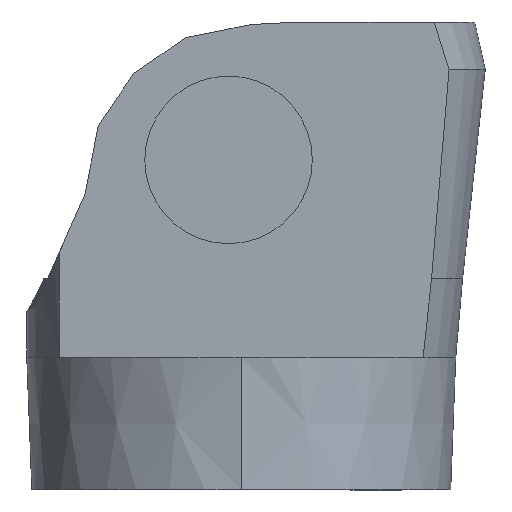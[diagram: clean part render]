
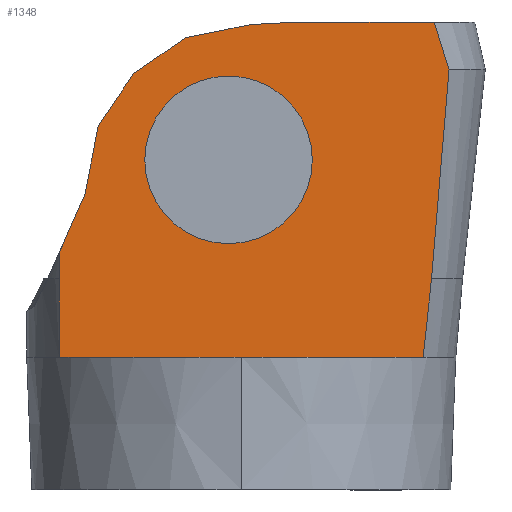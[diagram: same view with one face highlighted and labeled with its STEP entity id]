
A CAD part, left-side view. The second image highlights one B-rep face of the part: STEP entity #1348.
In plain terms, the highlighted planar face has unit normal (-1, 0, 0).
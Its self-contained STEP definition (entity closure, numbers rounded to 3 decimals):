
#40 = LINE ( 'NONE', #2317, #1553 ) ;
#75 = VECTOR ( 'NONE', #890, 1000. ) ;
#94 = ORIENTED_EDGE ( 'NONE', *, *, #103, .T. ) ;
#103 = EDGE_CURVE ( 'NONE', #1331, #2510, #2397, .T. ) ;
#106 = PLANE ( 'NONE',  #2438 ) ;
#116 = CARTESIAN_POINT ( 'NONE',  ( -16.037, 34.251, 7.557 ) ) ;
#137 = EDGE_CURVE ( 'NONE', #1588, #1538, #1580, .T. ) ;
#153 = VERTEX_POINT ( 'NONE', #1543 ) ;
#154 = EDGE_CURVE ( 'NONE', #1958, #830, #201, .T. ) ;
#164 = ORIENTED_EDGE ( 'NONE', *, *, #1329, .T. ) ;
#174 = ORIENTED_EDGE ( 'NONE', *, *, #963, .F. ) ;
#201 = LINE ( 'NONE', #1494, #2189 ) ;
#206 = LINE ( 'NONE', #894, #1240 ) ;
#260 = VECTOR ( 'NONE', #2509, 1000. ) ;
#385 = DIRECTION ( 'NONE',  ( 0., 0., -1. ) ) ;
#403 = LINE ( 'NONE', #2299, #260 ) ;
#406 = LINE ( 'NONE', #916, #1017 ) ;
#414 = ORIENTED_EDGE ( 'NONE', *, *, #1681, .T. ) ;
#550 = DIRECTION ( 'NONE',  ( 0., 0.297, 0.955 ) ) ;
#555 = EDGE_CURVE ( 'NONE', #771, #1066, #206, .T. ) ;
#578 = DIRECTION ( 'NONE',  ( 0., 1., 0. ) ) ;
#605 = CARTESIAN_POINT ( 'NONE',  ( -16.037, 28.194, 14.821 ) ) ;
#642 = FACE_OUTER_BOUND ( 'NONE', #2601, .T. ) ;
#654 = CARTESIAN_POINT ( 'NONE',  ( -16.037, 21.077, 6.157 ) ) ;
#656 = EDGE_CURVE ( 'NONE', #1818, #1693, #406, .T. ) ;
#688 = CARTESIAN_POINT ( 'NONE',  ( -16.037, 31.596, 14.906 ) ) ;
#758 = DIRECTION ( 'NONE',  ( 0., 1., 0. ) ) ;
#771 = VERTEX_POINT ( 'NONE', #892 ) ;
#830 = VERTEX_POINT ( 'NONE', #1536 ) ;
#890 = DIRECTION ( 'NONE',  ( 0., 0.403, -0.915 ) ) ;
#892 = CARTESIAN_POINT ( 'NONE',  ( -16.037, 25.645, 16.757 ) ) ;
#894 = CARTESIAN_POINT ( 'NONE',  ( -16.037, 27.382, 16.668 ) ) ;
#916 = CARTESIAN_POINT ( 'NONE',  ( -16.037, 34.251, 4.757 ) ) ;
#928 = AXIS2_PLACEMENT_3D ( 'NONE', #2143, #2125, #1136 ) ;
#941 = VERTEX_POINT ( 'NONE', #2357 ) ;
#963 = EDGE_CURVE ( 'NONE', #1538, #1588, #1305, .T. ) ;
#995 = CARTESIAN_POINT ( 'NONE',  ( -16.037, 20.829, 16.757 ) ) ;
#1017 = VECTOR ( 'NONE', #1142, 1000. ) ;
#1023 = CARTESIAN_POINT ( 'NONE',  ( -16.037, 29.739, 16.192 ) ) ;
#1064 = DIRECTION ( 'NONE',  ( 0., 0.561, -0.828 ) ) ;
#1066 = VERTEX_POINT ( 'NONE', #1793 ) ;
#1073 = CARTESIAN_POINT ( 'NONE',  ( -16.037, 33.338, 10.588 ) ) ;
#1076 = LINE ( 'NONE', #116, #1236 ) ;
#1134 = CARTESIAN_POINT ( 'NONE',  ( -16.037, 0., 0. ) ) ;
#1136 = DIRECTION ( 'NONE',  ( 0., 0., -1. ) ) ;
#1142 = DIRECTION ( 'NONE',  ( 0., 0., 1. ) ) ;
#1187 = LINE ( 'NONE', #2259, #1399 ) ;
#1194 = ORIENTED_EDGE ( 'NONE', *, *, #1709, .T. ) ;
#1204 = DIRECTION ( 'NONE',  ( -1., 0., 0. ) ) ;
#1205 = ORIENTED_EDGE ( 'NONE', *, *, #2233, .F. ) ;
#1219 = VERTEX_POINT ( 'NONE', #1023 ) ;
#1236 = VECTOR ( 'NONE', #1901, 1000. ) ;
#1237 = VECTOR ( 'NONE', #2420, 1000. ) ;
#1240 = VECTOR ( 'NONE', #1480, 1000. ) ;
#1250 = EDGE_CURVE ( 'NONE', #941, #1958, #2252, .T. ) ;
#1296 = VECTOR ( 'NONE', #578, 1000. ) ;
#1299 = VECTOR ( 'NONE', #758, 1000. ) ;
#1305 = CIRCLE ( 'NONE', #1449, 3. ) ;
#1329 = EDGE_CURVE ( 'NONE', #1219, #1836, #1187, .T. ) ;
#1331 = VERTEX_POINT ( 'NONE', #1073 ) ;
#1348 = ADVANCED_FACE ( 'NONE', ( #1641, #642 ), #106, .F. ) ;
#1370 = LINE ( 'NONE', #995, #1299 ) ;
#1399 = VECTOR ( 'NONE', #2237, 1000. ) ;
#1423 = EDGE_LOOP ( 'NONE', ( #174, #2258 ) ) ;
#1449 = AXIS2_PLACEMENT_3D ( 'NONE', #1581, #1204, #385 ) ;
#1480 = DIRECTION ( 'NONE',  ( 0., 0.999, -0.051 ) ) ;
#1494 = CARTESIAN_POINT ( 'NONE',  ( -16.037, 20.613, 11.307 ) ) ;
#1516 = CARTESIAN_POINT ( 'NONE',  ( -16.037, 34.251, 8.515 ) ) ;
#1536 = CARTESIAN_POINT ( 'NONE',  ( -16.037, 20.3, 15.057 ) ) ;
#1538 = VERTEX_POINT ( 'NONE', #1563 ) ;
#1543 = CARTESIAN_POINT ( 'NONE',  ( -16.037, 20.829, 16.757 ) ) ;
#1553 = VECTOR ( 'NONE', #550, 1000. ) ;
#1563 = CARTESIAN_POINT ( 'NONE',  ( -16.037, 28.194, 8.821 ) ) ;
#1580 = CIRCLE ( 'NONE', #928, 3. ) ;
#1581 = CARTESIAN_POINT ( 'NONE',  ( -16.037, 28.194, 11.821 ) ) ;
#1588 = VERTEX_POINT ( 'NONE', #605 ) ;
#1641 = FACE_BOUND ( 'NONE', #1423, .T. ) ;
#1657 = CARTESIAN_POINT ( 'NONE',  ( -16.037, 32.856, 13.046 ) ) ;
#1681 = EDGE_CURVE ( 'NONE', #1836, #2358, #1975, .T. ) ;
#1693 = VERTEX_POINT ( 'NONE', #2414 ) ;
#1709 = EDGE_CURVE ( 'NONE', #1066, #1219, #1771, .T. ) ;
#1733 = ORIENTED_EDGE ( 'NONE', *, *, #154, .T. ) ;
#1744 = CARTESIAN_POINT ( 'NONE',  ( -16.037, 20.926, 7.557 ) ) ;
#1745 = ORIENTED_EDGE ( 'NONE', *, *, #1250, .T. ) ;
#1746 = DIRECTION ( 'NONE',  ( 0., -0.083, 0.997 ) ) ;
#1771 = LINE ( 'NONE', #2226, #1237 ) ;
#1793 = CARTESIAN_POINT ( 'NONE',  ( -16.037, 27.382, 16.668 ) ) ;
#1818 = VERTEX_POINT ( 'NONE', #2073 ) ;
#1836 = VERTEX_POINT ( 'NONE', #688 ) ;
#1845 = DIRECTION ( 'NONE',  ( 0., -0.107, 0.994 ) ) ;
#1852 = VECTOR ( 'NONE', #1845, 1000. ) ;
#1895 = EDGE_CURVE ( 'NONE', #2358, #1331, #403, .T. ) ;
#1901 = DIRECTION ( 'NONE',  ( 0., 0., 1. ) ) ;
#1906 = EDGE_CURVE ( 'NONE', #1693, #2510, #1076, .T. ) ;
#1908 = LINE ( 'NONE', #1973, #1296 ) ;
#1920 = DIRECTION ( 'NONE',  ( 1., 0., 0. ) ) ;
#1931 = ORIENTED_EDGE ( 'NONE', *, *, #555, .T. ) ;
#1932 = EDGE_CURVE ( 'NONE', #830, #153, #40, .T. ) ;
#1952 = CARTESIAN_POINT ( 'NONE',  ( -16.037, 32.856, 13.046 ) ) ;
#1958 = VERTEX_POINT ( 'NONE', #1744 ) ;
#1973 = CARTESIAN_POINT ( 'NONE',  ( -16.037, 21.228, 4.757 ) ) ;
#1975 = LINE ( 'NONE', #1657, #2399 ) ;
#1997 = ORIENTED_EDGE ( 'NONE', *, *, #1932, .T. ) ;
#2073 = CARTESIAN_POINT ( 'NONE',  ( -16.037, 34.251, 4.757 ) ) ;
#2085 = EDGE_CURVE ( 'NONE', #153, #771, #1370, .T. ) ;
#2104 = CARTESIAN_POINT ( 'NONE',  ( -16.037, 34.672, 7.557 ) ) ;
#2123 = DIRECTION ( 'NONE',  ( 0., 0., 1. ) ) ;
#2125 = DIRECTION ( 'NONE',  ( -1., 0., 0. ) ) ;
#2143 = CARTESIAN_POINT ( 'NONE',  ( -16.037, 28.194, 11.821 ) ) ;
#2189 = VECTOR ( 'NONE', #1746, 1000. ) ;
#2226 = CARTESIAN_POINT ( 'NONE',  ( -16.037, 29.739, 16.192 ) ) ;
#2233 = EDGE_CURVE ( 'NONE', #941, #1818, #1908, .T. ) ;
#2237 = DIRECTION ( 'NONE',  ( 0., 0.822, -0.569 ) ) ;
#2252 = LINE ( 'NONE', #654, #1852 ) ;
#2258 = ORIENTED_EDGE ( 'NONE', *, *, #137, .F. ) ;
#2259 = CARTESIAN_POINT ( 'NONE',  ( -16.037, 31.596, 14.906 ) ) ;
#2299 = CARTESIAN_POINT ( 'NONE',  ( -16.037, 33.338, 10.588 ) ) ;
#2317 = CARTESIAN_POINT ( 'NONE',  ( -16.037, 20.565, 15.907 ) ) ;
#2322 = ORIENTED_EDGE ( 'NONE', *, *, #656, .F. ) ;
#2357 = CARTESIAN_POINT ( 'NONE',  ( -16.037, 21.228, 4.757 ) ) ;
#2358 = VERTEX_POINT ( 'NONE', #1952 ) ;
#2377 = ORIENTED_EDGE ( 'NONE', *, *, #1906, .F. ) ;
#2397 = LINE ( 'NONE', #2104, #75 ) ;
#2399 = VECTOR ( 'NONE', #1064, 1000. ) ;
#2414 = CARTESIAN_POINT ( 'NONE',  ( -16.037, 34.251, 7.557 ) ) ;
#2420 = DIRECTION ( 'NONE',  ( 0., 0.98, -0.198 ) ) ;
#2438 = AXIS2_PLACEMENT_3D ( 'NONE', #1134, #1920, #2123 ) ;
#2449 = ORIENTED_EDGE ( 'NONE', *, *, #1895, .T. ) ;
#2454 = ORIENTED_EDGE ( 'NONE', *, *, #2085, .T. ) ;
#2509 = DIRECTION ( 'NONE',  ( 0., 0.192, -0.981 ) ) ;
#2510 = VERTEX_POINT ( 'NONE', #1516 ) ;
#2601 = EDGE_LOOP ( 'NONE', ( #1931, #1194, #164, #414, #2449, #94, #2377, #2322, #1205, #1745, #1733, #1997, #2454 ) ) ;
